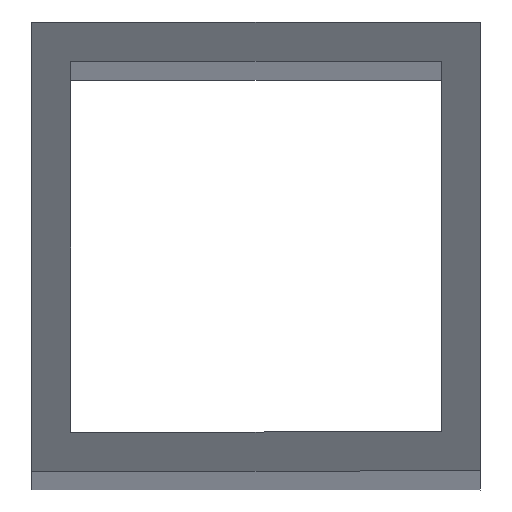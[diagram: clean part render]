
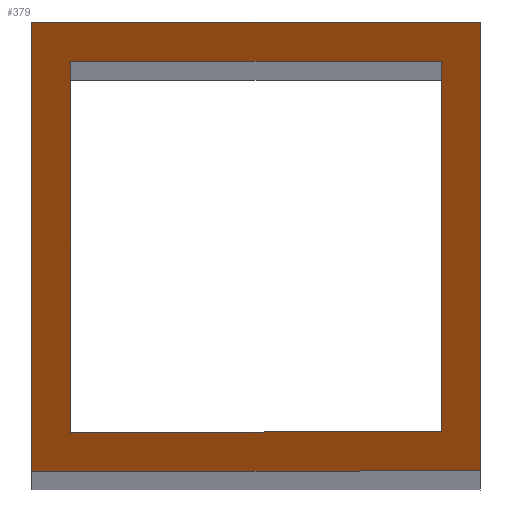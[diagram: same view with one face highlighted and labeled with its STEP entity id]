
A CAD part, top view. The second image highlights one B-rep face of the part: STEP entity #379.
In plain terms, the highlighted planar face has unit normal (-0.634, 0, 0.773).
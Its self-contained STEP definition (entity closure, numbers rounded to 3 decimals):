
#43 = PLANE('',#44);
#44 = AXIS2_PLACEMENT_3D('',#45,#46,#47);
#45 = CARTESIAN_POINT('',(-15.875,15.875,0.));
#46 = DIRECTION('',(0.,1.,0.));
#47 = DIRECTION('',(1.,0.,0.));
#68 = VERTEX_POINT('',#69);
#69 = CARTESIAN_POINT('',(-15.875,15.875,751.061));
#83 = PLANE('',#84);
#84 = AXIS2_PLACEMENT_3D('',#85,#86,#87);
#85 = CARTESIAN_POINT('',(-15.875,-15.875,0.));
#86 = DIRECTION('',(-1.,0.,0.));
#87 = DIRECTION('',(0.,1.,0.));
#95 = EDGE_CURVE('',#68,#96,#98,.T.);
#96 = VERTEX_POINT('',#97);
#97 = CARTESIAN_POINT('',(15.875,15.875,777.09));
#98 = SURFACE_CURVE('',#99,(#103,#110),.PCURVE_S1.);
#99 = LINE('',#100,#101);
#100 = CARTESIAN_POINT('',(-15.875,15.875,751.061));
#101 = VECTOR('',#102,1.);
#102 = DIRECTION('',(0.773,0.,0.634));
#103 = PCURVE('',#43,#104);
#104 = DEFINITIONAL_REPRESENTATION('',(#105),#109);
#105 = LINE('',#106,#107);
#106 = CARTESIAN_POINT('',(0.,-751.061));
#107 = VECTOR('',#108,1.);
#108 = DIRECTION('',(0.773,-0.634));
#109 = ( GEOMETRIC_REPRESENTATION_CONTEXT(2) 
PARAMETRIC_REPRESENTATION_CONTEXT() REPRESENTATION_CONTEXT('2D SPACE',''
  ) );
#110 = PCURVE('',#111,#116);
#111 = PLANE('',#112);
#112 = AXIS2_PLACEMENT_3D('',#113,#114,#115);
#113 = CARTESIAN_POINT('',(-15.875,-15.875,751.061));
#114 = DIRECTION('',(0.634,0.,-0.773)
  );
#115 = DIRECTION('',(0.773,0.,0.634));
#116 = DEFINITIONAL_REPRESENTATION('',(#117),#121);
#117 = LINE('',#118,#119);
#118 = CARTESIAN_POINT('',(0.,-31.75));
#119 = VECTOR('',#120,1.);
#120 = DIRECTION('',(1.,0.));
#121 = ( GEOMETRIC_REPRESENTATION_CONTEXT(2) 
PARAMETRIC_REPRESENTATION_CONTEXT() REPRESENTATION_CONTEXT('2D SPACE',''
  ) );
#137 = PLANE('',#138);
#138 = AXIS2_PLACEMENT_3D('',#139,#140,#141);
#139 = CARTESIAN_POINT('',(15.875,15.875,0.));
#140 = DIRECTION('',(1.,0.,0.));
#141 = DIRECTION('',(0.,-1.,0.));
#213 = PLANE('',#214);
#214 = AXIS2_PLACEMENT_3D('',#215,#216,#217);
#215 = CARTESIAN_POINT('',(15.875,-15.875,0.));
#216 = DIRECTION('',(0.,-1.,0.));
#217 = DIRECTION('',(-1.,0.,0.));
#244 = PLANE('',#245);
#245 = AXIS2_PLACEMENT_3D('',#246,#247,#248);
#246 = CARTESIAN_POINT('',(13.106,13.106,0.));
#247 = DIRECTION('',(1.,0.,0.));
#248 = DIRECTION('',(0.,-1.,0.));
#270 = PLANE('',#271);
#271 = AXIS2_PLACEMENT_3D('',#272,#273,#274);
#272 = CARTESIAN_POINT('',(-13.106,13.106,0.));
#273 = DIRECTION('',(0.,1.,0.));
#274 = DIRECTION('',(1.,0.,0.));
#296 = PLANE('',#297);
#297 = AXIS2_PLACEMENT_3D('',#298,#299,#300);
#298 = CARTESIAN_POINT('',(-13.106,-13.106,0.));
#299 = DIRECTION('',(-1.,0.,0.));
#300 = DIRECTION('',(0.,1.,0.));
#320 = PLANE('',#321);
#321 = AXIS2_PLACEMENT_3D('',#322,#323,#324);
#322 = CARTESIAN_POINT('',(13.106,-13.106,0.));
#323 = DIRECTION('',(0.,-1.,0.));
#324 = DIRECTION('',(-1.,0.,0.));
#335 = EDGE_CURVE('',#336,#96,#338,.T.);
#336 = VERTEX_POINT('',#337);
#337 = CARTESIAN_POINT('',(15.875,-15.875,777.09));
#338 = SURFACE_CURVE('',#339,(#343,#350),.PCURVE_S1.);
#339 = LINE('',#340,#341);
#340 = CARTESIAN_POINT('',(15.875,-15.875,777.09));
#341 = VECTOR('',#342,1.);
#342 = DIRECTION('',(0.,1.,0.));
#343 = PCURVE('',#137,#344);
#344 = DEFINITIONAL_REPRESENTATION('',(#345),#349);
#345 = LINE('',#346,#347);
#346 = CARTESIAN_POINT('',(31.75,-777.09));
#347 = VECTOR('',#348,1.);
#348 = DIRECTION('',(-1.,0.));
#349 = ( GEOMETRIC_REPRESENTATION_CONTEXT(2) 
PARAMETRIC_REPRESENTATION_CONTEXT() REPRESENTATION_CONTEXT('2D SPACE',''
  ) );
#350 = PCURVE('',#111,#351);
#351 = DEFINITIONAL_REPRESENTATION('',(#352),#356);
#352 = LINE('',#353,#354);
#353 = CARTESIAN_POINT('',(41.056,0.));
#354 = VECTOR('',#355,1.);
#355 = DIRECTION('',(0.,-1.));
#356 = ( GEOMETRIC_REPRESENTATION_CONTEXT(2) 
PARAMETRIC_REPRESENTATION_CONTEXT() REPRESENTATION_CONTEXT('2D SPACE',''
  ) );
#379 = ADVANCED_FACE('',(#380,#428),#111,.F.);
#380 = FACE_BOUND('',#381,.F.);
#381 = EDGE_LOOP('',(#382,#405,#406,#407));
#382 = ORIENTED_EDGE('',*,*,#383,.T.);
#383 = EDGE_CURVE('',#384,#68,#386,.T.);
#384 = VERTEX_POINT('',#385);
#385 = CARTESIAN_POINT('',(-15.875,-15.875,751.061));
#386 = SURFACE_CURVE('',#387,(#391,#398),.PCURVE_S1.);
#387 = LINE('',#388,#389);
#388 = CARTESIAN_POINT('',(-15.875,-15.875,751.061));
#389 = VECTOR('',#390,1.);
#390 = DIRECTION('',(0.,1.,0.));
#391 = PCURVE('',#111,#392);
#392 = DEFINITIONAL_REPRESENTATION('',(#393),#397);
#393 = LINE('',#394,#395);
#394 = CARTESIAN_POINT('',(0.,0.));
#395 = VECTOR('',#396,1.);
#396 = DIRECTION('',(0.,-1.));
#397 = ( GEOMETRIC_REPRESENTATION_CONTEXT(2) 
PARAMETRIC_REPRESENTATION_CONTEXT() REPRESENTATION_CONTEXT('2D SPACE',''
  ) );
#398 = PCURVE('',#83,#399);
#399 = DEFINITIONAL_REPRESENTATION('',(#400),#404);
#400 = LINE('',#401,#402);
#401 = CARTESIAN_POINT('',(0.,-751.061));
#402 = VECTOR('',#403,1.);
#403 = DIRECTION('',(1.,0.));
#404 = ( GEOMETRIC_REPRESENTATION_CONTEXT(2) 
PARAMETRIC_REPRESENTATION_CONTEXT() REPRESENTATION_CONTEXT('2D SPACE',''
  ) );
#405 = ORIENTED_EDGE('',*,*,#95,.T.);
#406 = ORIENTED_EDGE('',*,*,#335,.F.);
#407 = ORIENTED_EDGE('',*,*,#408,.F.);
#408 = EDGE_CURVE('',#384,#336,#409,.T.);
#409 = SURFACE_CURVE('',#410,(#414,#421),.PCURVE_S1.);
#410 = LINE('',#411,#412);
#411 = CARTESIAN_POINT('',(-15.875,-15.875,751.061));
#412 = VECTOR('',#413,1.);
#413 = DIRECTION('',(0.773,0.,0.634));
#414 = PCURVE('',#111,#415);
#415 = DEFINITIONAL_REPRESENTATION('',(#416),#420);
#416 = LINE('',#417,#418);
#417 = CARTESIAN_POINT('',(0.,0.));
#418 = VECTOR('',#419,1.);
#419 = DIRECTION('',(1.,0.));
#420 = ( GEOMETRIC_REPRESENTATION_CONTEXT(2) 
PARAMETRIC_REPRESENTATION_CONTEXT() REPRESENTATION_CONTEXT('2D SPACE',''
  ) );
#421 = PCURVE('',#213,#422);
#422 = DEFINITIONAL_REPRESENTATION('',(#423),#427);
#423 = LINE('',#424,#425);
#424 = CARTESIAN_POINT('',(31.75,-751.061));
#425 = VECTOR('',#426,1.);
#426 = DIRECTION('',(-0.773,-0.634));
#427 = ( GEOMETRIC_REPRESENTATION_CONTEXT(2) 
PARAMETRIC_REPRESENTATION_CONTEXT() REPRESENTATION_CONTEXT('2D SPACE',''
  ) );
#428 = FACE_BOUND('',#429,.F.);
#429 = EDGE_LOOP('',(#430,#453,#474,#495));
#430 = ORIENTED_EDGE('',*,*,#431,.T.);
#431 = EDGE_CURVE('',#432,#434,#436,.T.);
#432 = VERTEX_POINT('',#433);
#433 = CARTESIAN_POINT('',(-13.106,-13.106,753.331));
#434 = VERTEX_POINT('',#435);
#435 = CARTESIAN_POINT('',(13.106,-13.106,774.82));
#436 = SURFACE_CURVE('',#437,(#441,#447),.PCURVE_S1.);
#437 = LINE('',#438,#439);
#438 = CARTESIAN_POINT('',(-191.328,-13.106,607.225));
#439 = VECTOR('',#440,1.);
#440 = DIRECTION('',(0.773,0.,0.634));
#441 = PCURVE('',#111,#442);
#442 = DEFINITIONAL_REPRESENTATION('',(#443),#446);
#443 = B_SPLINE_CURVE_WITH_KNOTS('',1,(#444,#445),.UNSPECIFIED.,.F.,.F.,
  (2,2),(227.066,267.741),.PIECEWISE_BEZIER_KNOTS.);
#444 = CARTESIAN_POINT('',(0.19,-2.769));
#445 = CARTESIAN_POINT('',(40.865,-2.769));
#446 = ( GEOMETRIC_REPRESENTATION_CONTEXT(2) 
PARAMETRIC_REPRESENTATION_CONTEXT() REPRESENTATION_CONTEXT('2D SPACE',''
  ) );
#447 = PCURVE('',#320,#448);
#448 = DEFINITIONAL_REPRESENTATION('',(#449),#452);
#449 = B_SPLINE_CURVE_WITH_KNOTS('',1,(#450,#451),.UNSPECIFIED.,.F.,.F.,
  (2,2),(227.066,267.741),.PIECEWISE_BEZIER_KNOTS.);
#450 = CARTESIAN_POINT('',(28.834,-751.182));
#451 = CARTESIAN_POINT('',(-2.621,-776.969));
#452 = ( GEOMETRIC_REPRESENTATION_CONTEXT(2) 
PARAMETRIC_REPRESENTATION_CONTEXT() REPRESENTATION_CONTEXT('2D SPACE',''
  ) );
#453 = ORIENTED_EDGE('',*,*,#454,.T.);
#454 = EDGE_CURVE('',#434,#455,#457,.T.);
#455 = VERTEX_POINT('',#456);
#456 = CARTESIAN_POINT('',(13.106,13.106,774.82));
#457 = SURFACE_CURVE('',#458,(#462,#468),.PCURVE_S1.);
#458 = LINE('',#459,#460);
#459 = CARTESIAN_POINT('',(13.106,-1.384,774.82));
#460 = VECTOR('',#461,1.);
#461 = DIRECTION('',(0.,1.,0.));
#462 = PCURVE('',#111,#463);
#463 = DEFINITIONAL_REPRESENTATION('',(#464),#467);
#464 = B_SPLINE_CURVE_WITH_KNOTS('',1,(#465,#466),.UNSPECIFIED.,.F.,.F.,
  (2,2),(-14.343,17.112),.PIECEWISE_BEZIER_KNOTS.);
#465 = CARTESIAN_POINT('',(37.476,-0.147));
#466 = CARTESIAN_POINT('',(37.476,-31.603));
#467 = ( GEOMETRIC_REPRESENTATION_CONTEXT(2) 
PARAMETRIC_REPRESENTATION_CONTEXT() REPRESENTATION_CONTEXT('2D SPACE',''
  ) );
#468 = PCURVE('',#244,#469);
#469 = DEFINITIONAL_REPRESENTATION('',(#470),#473);
#470 = B_SPLINE_CURVE_WITH_KNOTS('',1,(#471,#472),.UNSPECIFIED.,.F.,.F.,
  (2,2),(-14.343,17.112),.PIECEWISE_BEZIER_KNOTS.);
#471 = CARTESIAN_POINT('',(28.834,-774.82));
#472 = CARTESIAN_POINT('',(-2.621,-774.82));
#473 = ( GEOMETRIC_REPRESENTATION_CONTEXT(2) 
PARAMETRIC_REPRESENTATION_CONTEXT() REPRESENTATION_CONTEXT('2D SPACE',''
  ) );
#474 = ORIENTED_EDGE('',*,*,#475,.T.);
#475 = EDGE_CURVE('',#455,#476,#478,.T.);
#476 = VERTEX_POINT('',#477);
#477 = CARTESIAN_POINT('',(-13.106,13.106,753.331));
#478 = SURFACE_CURVE('',#479,(#483,#489),.PCURVE_S1.);
#479 = LINE('',#480,#481);
#480 = CARTESIAN_POINT('',(-199.166,13.106,600.799));
#481 = VECTOR('',#482,1.);
#482 = DIRECTION('',(-0.773,0.,-0.634));
#483 = PCURVE('',#111,#484);
#484 = DEFINITIONAL_REPRESENTATION('',(#485),#488);
#485 = B_SPLINE_CURVE_WITH_KNOTS('',1,(#486,#487),.UNSPECIFIED.,.F.,.F.,
  (2,2),(-277.877,-237.202),.PIECEWISE_BEZIER_KNOTS.);
#486 = CARTESIAN_POINT('',(40.865,-28.981));
#487 = CARTESIAN_POINT('',(0.19,-28.981));
#488 = ( GEOMETRIC_REPRESENTATION_CONTEXT(2) 
PARAMETRIC_REPRESENTATION_CONTEXT() REPRESENTATION_CONTEXT('2D SPACE',''
  ) );
#489 = PCURVE('',#270,#490);
#490 = DEFINITIONAL_REPRESENTATION('',(#491),#494);
#491 = B_SPLINE_CURVE_WITH_KNOTS('',1,(#492,#493),.UNSPECIFIED.,.F.,.F.,
  (2,2),(-277.877,-237.202),.PIECEWISE_BEZIER_KNOTS.);
#492 = CARTESIAN_POINT('',(28.834,-776.969));
#493 = CARTESIAN_POINT('',(-2.621,-751.182));
#494 = ( GEOMETRIC_REPRESENTATION_CONTEXT(2) 
PARAMETRIC_REPRESENTATION_CONTEXT() REPRESENTATION_CONTEXT('2D SPACE',''
  ) );
#495 = ORIENTED_EDGE('',*,*,#496,.T.);
#496 = EDGE_CURVE('',#476,#432,#497,.T.);
#497 = SURFACE_CURVE('',#498,(#502,#508),.PCURVE_S1.);
#498 = LINE('',#499,#500);
#499 = CARTESIAN_POINT('',(-13.106,-14.491,753.331));
#500 = VECTOR('',#501,1.);
#501 = DIRECTION('',(0.,-1.,0.));
#502 = PCURVE('',#111,#503);
#503 = DEFINITIONAL_REPRESENTATION('',(#504),#507);
#504 = B_SPLINE_CURVE_WITH_KNOTS('',1,(#505,#506),.UNSPECIFIED.,.F.,.F.,
  (2,2),(-30.218,1.237),.PIECEWISE_BEZIER_KNOTS.);
#505 = CARTESIAN_POINT('',(3.58,-31.603));
#506 = CARTESIAN_POINT('',(3.58,-0.147));
#507 = ( GEOMETRIC_REPRESENTATION_CONTEXT(2) 
PARAMETRIC_REPRESENTATION_CONTEXT() REPRESENTATION_CONTEXT('2D SPACE',''
  ) );
#508 = PCURVE('',#296,#509);
#509 = DEFINITIONAL_REPRESENTATION('',(#510),#513);
#510 = B_SPLINE_CURVE_WITH_KNOTS('',1,(#511,#512),.UNSPECIFIED.,.F.,.F.,
  (2,2),(-30.218,1.237),.PIECEWISE_BEZIER_KNOTS.);
#511 = CARTESIAN_POINT('',(28.834,-753.331));
#512 = CARTESIAN_POINT('',(-2.621,-753.331));
#513 = ( GEOMETRIC_REPRESENTATION_CONTEXT(2) 
PARAMETRIC_REPRESENTATION_CONTEXT() REPRESENTATION_CONTEXT('2D SPACE',''
  ) );
